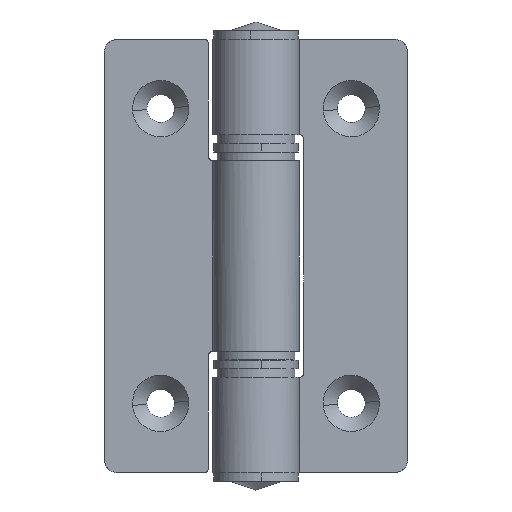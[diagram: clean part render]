
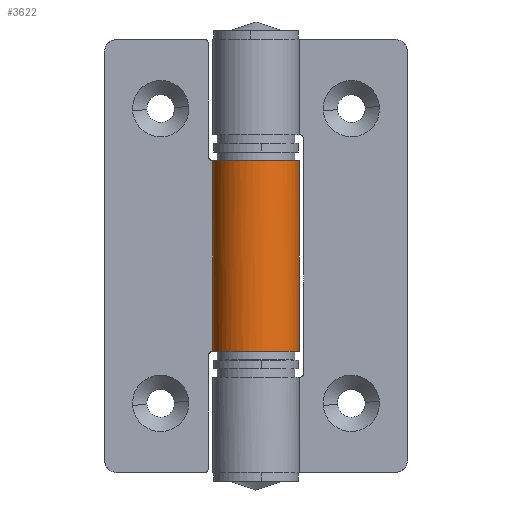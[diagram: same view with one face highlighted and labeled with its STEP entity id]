
A CAD part, front view. The second image highlights one B-rep face of the part: STEP entity #3622.
In plain terms, the highlighted free-form (B-spline) face has degree [1, 2] with [2, 7] control points.
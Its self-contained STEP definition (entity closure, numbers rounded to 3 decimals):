
#3322=CARTESIAN_POINT('',(0.,5.,36.0));
#3323=VERTEX_POINT('',#3322);
#3358=CARTESIAN_POINT('',(-4.073,2.9,36.0));
#3359=VERTEX_POINT('',#3358);
#3365=CARTESIAN_POINT('',(-4.073,2.9,36.0));
#3366=CARTESIAN_POINT('',(-6.354,-0.303,36.0));
#3367=CARTESIAN_POINT('',(-3.779,-3.275,36.0));
#3368=CARTESIAN_POINT('',(-1.204,-6.246,36.0));
#3369=CARTESIAN_POINT('',(2.291,-4.444,36.0));
#3370=CARTESIAN_POINT('',(5.786,-2.642,36.0));
#3371=CARTESIAN_POINT('',(4.859,1.179,36.0));
#3372=CARTESIAN_POINT('',(3.932,5.,36.0));
#3373=CARTESIAN_POINT('',(0.,5.,36.0));
#3381=(BOUNDED_CURVE()B_SPLINE_CURVE(2,(#3365,#3366,#3367,#3368,#3369,#3370,#3371,#3372,#3373),.UNSPECIFIED.,.F.,.U.)B_SPLINE_CURVE_WITH_KNOTS((3,2,2,2,3),(0.0,0.25,0.5,0.75,1.0),.UNSPECIFIED.)CURVE()GEOMETRIC_REPRESENTATION_ITEM()RATIONAL_B_SPLINE_CURVE((1.0,0.786,1.0,0.786,1.0,0.786,1.0,0.786,1.0))REPRESENTATION_ITEM(''));
#3382=EDGE_CURVE('',#3359,#3323,#3381,.T.);
#3440=CARTESIAN_POINT('',(0.,5.,14.));
#3441=VERTEX_POINT('',#3440);
#3447=CARTESIAN_POINT('',(-4.073,2.9,14.));
#3448=VERTEX_POINT('',#3447);
#3449=CARTESIAN_POINT('',(0.,5.,14.));
#3450=CARTESIAN_POINT('',(3.932,5.,14.));
#3451=CARTESIAN_POINT('',(4.859,1.179,14.));
#3452=CARTESIAN_POINT('',(5.786,-2.642,14.));
#3453=CARTESIAN_POINT('',(2.291,-4.444,14.));
#3454=CARTESIAN_POINT('',(-1.204,-6.246,14.));
#3455=CARTESIAN_POINT('',(-3.779,-3.275,14.));
#3456=CARTESIAN_POINT('',(-6.354,-0.303,14.));
#3457=CARTESIAN_POINT('',(-4.073,2.9,14.));
#3465=(BOUNDED_CURVE()B_SPLINE_CURVE(2,(#3449,#3450,#3451,#3452,#3453,#3454,#3455,#3456,#3457),.UNSPECIFIED.,.F.,.U.)B_SPLINE_CURVE_WITH_KNOTS((3,2,2,2,3),(0.0,0.25,0.5,0.75,1.0),.UNSPECIFIED.)CURVE()GEOMETRIC_REPRESENTATION_ITEM()RATIONAL_B_SPLINE_CURVE((1.0,0.786,1.0,0.786,1.0,0.786,1.0,0.786,1.0))REPRESENTATION_ITEM(''));
#3466=EDGE_CURVE('',#3441,#3448,#3465,.T.);
#3582=CARTESIAN_POINT('',(-4.073,2.9,36.0));
#3583=CARTESIAN_POINT('',(-4.073,2.9,14.));
#3584=QUASI_UNIFORM_CURVE('',1,(#3582,#3583),.UNSPECIFIED.,.F.,.U.);
#3585=EDGE_CURVE('',#3359,#3448,#3584,.T.);
#3590=CARTESIAN_POINT('',(-3.967,3.044,36.55));
#3591=CARTESIAN_POINT('',(-3.967,3.044,13.436));
#3592=CARTESIAN_POINT('',(-7.863,-2.033,36.55));
#3593=CARTESIAN_POINT('',(-7.863,-2.033,13.436));
#3594=CARTESIAN_POINT('',(-1.994,-4.585,36.55));
#3595=CARTESIAN_POINT('',(-1.994,-4.585,13.436));
#3596=CARTESIAN_POINT('',(3.875,-7.137,36.55));
#3597=CARTESIAN_POINT('',(3.875,-7.137,13.436));
#3598=CARTESIAN_POINT('',(4.931,-0.825,36.55));
#3599=CARTESIAN_POINT('',(4.931,-0.825,13.436));
#3600=CARTESIAN_POINT('',(5.988,5.487,36.55));
#3601=CARTESIAN_POINT('',(5.988,5.487,13.436));
#3602=CARTESIAN_POINT('',(-0.392,4.985,36.55));
#3603=CARTESIAN_POINT('',(-0.392,4.985,13.436));
#3611=(BOUNDED_SURFACE()B_SPLINE_SURFACE(1,2,((#3590,#3592,#3594,#3596,#3598,#3600,#3602),(#3591,#3593,#3595,#3597,#3599,#3601,#3603)),.UNSPECIFIED.,.F.,.F.,.U.)B_SPLINE_SURFACE_WITH_KNOTS((2,2),(3,2,2,3),(0.0,23.114),(0.0,9.755,19.509,29.264),.UNSPECIFIED.)GEOMETRIC_REPRESENTATION_ITEM()RATIONAL_B_SPLINE_SURFACE(((1.0,0.616,1.0,0.616,1.0,0.616,1.0),(1.0,0.616,1.0,0.616,1.0,0.616,1.0)))REPRESENTATION_ITEM('')SURFACE());
#3612=CARTESIAN_POINT('',(0.,5.,36.0));
#3613=CARTESIAN_POINT('',(0.,5.,14.));
#3614=QUASI_UNIFORM_CURVE('',1,(#3612,#3613),.UNSPECIFIED.,.F.,.U.);
#3615=EDGE_CURVE('',#3323,#3441,#3614,.T.);
#3616=ORIENTED_EDGE('',*,*,#3615,.F.);
#3617=ORIENTED_EDGE('',*,*,#3382,.F.);
#3618=ORIENTED_EDGE('',*,*,#3585,.T.);
#3619=ORIENTED_EDGE('',*,*,#3466,.F.);
#3620=EDGE_LOOP('',(#3616,#3617,#3618,#3619));
#3621=FACE_OUTER_BOUND('',#3620,.T.);
#3622=ADVANCED_FACE('',(#3621),#3611,.T.);
